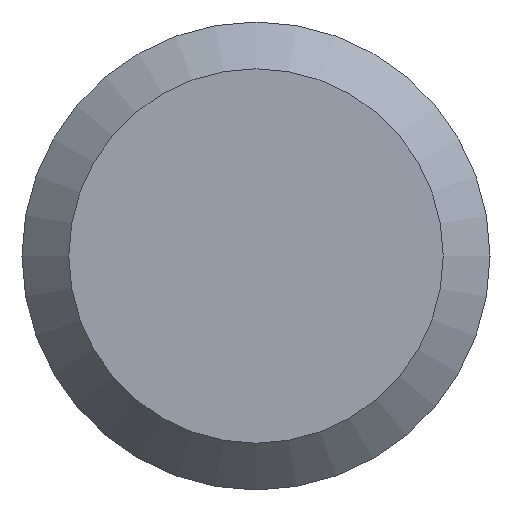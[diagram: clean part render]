
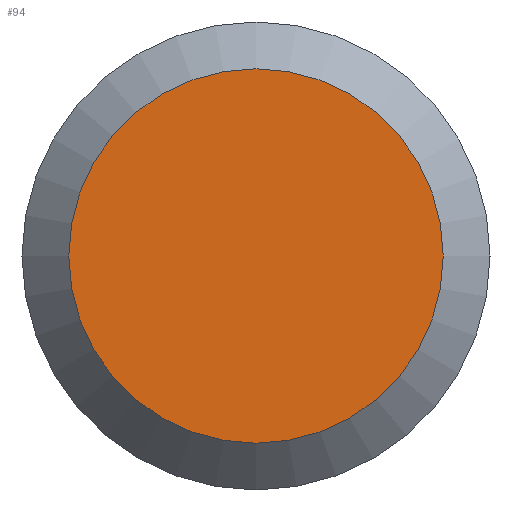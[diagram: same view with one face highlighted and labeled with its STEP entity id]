
A CAD part, left-side view. The second image highlights one B-rep face of the part: STEP entity #94.
In plain terms, the highlighted planar face has unit normal (-1, 0, 0).
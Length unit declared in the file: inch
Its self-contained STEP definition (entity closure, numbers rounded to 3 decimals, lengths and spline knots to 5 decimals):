
#15=PLANE('',#127);
#22=FACE_OUTER_BOUND('',#27,.T.);
#27=EDGE_LOOP('',(#81,#82));
#40=CIRCLE('',#124,0.0315);
#41=CIRCLE('',#125,0.0315);
#48=VERTEX_POINT('',#177);
#49=VERTEX_POINT('',#179);
#59=EDGE_CURVE('',#49,#48,#40,.T.);
#60=EDGE_CURVE('',#48,#49,#41,.T.);
#81=ORIENTED_EDGE('',*,*,#59,.T.);
#82=ORIENTED_EDGE('',*,*,#60,.T.);
#94=ADVANCED_FACE('',(#22),#15,.F.);
#124=AXIS2_PLACEMENT_3D('',#180,#151,#152);
#125=AXIS2_PLACEMENT_3D('',#181,#153,#154);
#127=AXIS2_PLACEMENT_3D('',#183,#157,#158);
#151=DIRECTION('center_axis',(-1.,0.,0.));
#152=DIRECTION('ref_axis',(0.,0.,1.));
#153=DIRECTION('center_axis',(-1.,0.,0.));
#154=DIRECTION('ref_axis',(0.,0.,1.));
#157=DIRECTION('center_axis',(1.,0.,0.));
#158=DIRECTION('ref_axis',(0.,0.,-1.));
#177=CARTESIAN_POINT('',(-0.43307,0.,-0.0315));
#179=CARTESIAN_POINT('',(-0.43307,0.,0.0315));
#180=CARTESIAN_POINT('Origin',(-0.43307,0.,0.));
#181=CARTESIAN_POINT('Origin',(-0.43307,0.,0.));
#183=CARTESIAN_POINT('Origin',(-0.43307,0.,0.));
